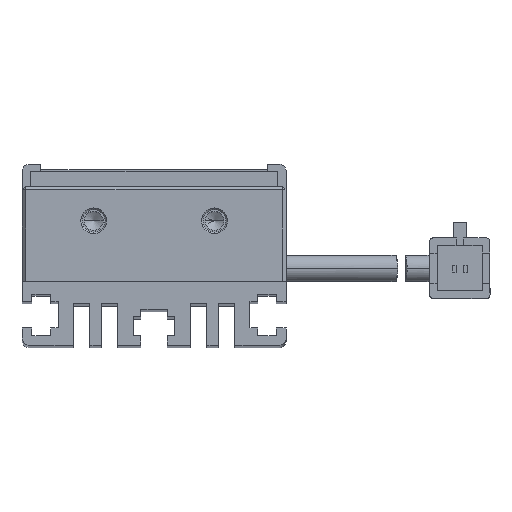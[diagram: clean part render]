
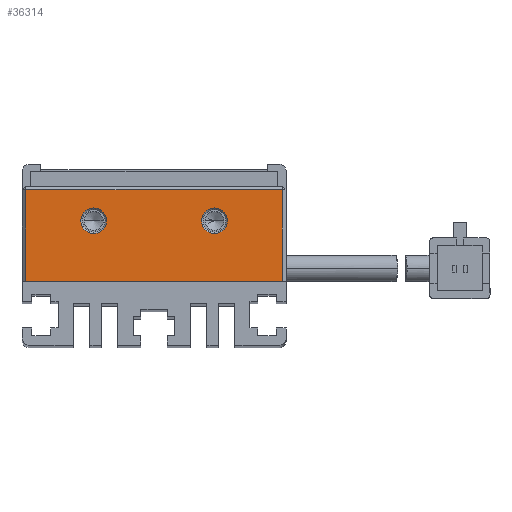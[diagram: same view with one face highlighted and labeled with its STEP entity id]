
A CAD part, top view. The second image highlights one B-rep face of the part: STEP entity #36314.
In plain terms, the highlighted planar face has unit normal (0, 0, 1).
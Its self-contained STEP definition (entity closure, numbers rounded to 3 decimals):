
#618 = CARTESIAN_POINT ( 'NONE',  ( 48.925, 27.491, -23. ) ) ;
#1971 = DIRECTION ( 'NONE',  ( 0., 1., 0. ) ) ;
#2421 = DIRECTION ( 'NONE',  ( 0., 0., 1. ) ) ;
#5438 = DIRECTION ( 'NONE',  ( 0., 0., -1. ) ) ;
#6616 = DIRECTION ( 'NONE',  ( 1., 0., 0. ) ) ;
#7196 = CIRCLE ( 'NONE', #22827, 1.7 ) ;
#7710 = CARTESIAN_POINT ( 'NONE',  ( 48.925, 27.491, -23. ) ) ;
#7839 = CIRCLE ( 'NONE', #69289, 1.7 ) ;
#7842 = CARTESIAN_POINT ( 'NONE',  ( 31.225, 27.491, -23. ) ) ;
#8120 = LINE ( 'NONE', #14800, #26226 ) ;
#8585 = CARTESIAN_POINT ( 'NONE',  ( 40.925, 25.791, -23. ) ) ;
#9017 = ORIENTED_EDGE ( 'NONE', *, *, #17645, .T. ) ;
#11616 = DIRECTION ( 'NONE',  ( 1., 0., 0. ) ) ;
#11680 = ORIENTED_EDGE ( 'NONE', *, *, #44924, .T. ) ;
#13601 = DIRECTION ( 'NONE',  ( 1., 0., 0. ) ) ;
#14800 = CARTESIAN_POINT ( 'NONE',  ( 57.925, 25.791, -23. ) ) ;
#16288 = EDGE_CURVE ( 'NONE', #49474, #32224, #7839, .T. ) ;
#17461 = CARTESIAN_POINT ( 'NONE',  ( 32.925, 27.491, -23. ) ) ;
#17616 = VERTEX_POINT ( 'NONE', #18502 ) ;
#17645 = EDGE_CURVE ( 'NONE', #17616, #34101, #34014, .T. ) ;
#18414 = EDGE_LOOP ( 'NONE', ( #49778, #19054, #32316, #27274 ) ) ;
#18502 = CARTESIAN_POINT ( 'NONE',  ( 47.225, 27.491, -23. ) ) ;
#19054 = ORIENTED_EDGE ( 'NONE', *, *, #65310, .T. ) ;
#21111 = DIRECTION ( 'NONE',  ( 1., 0., 0. ) ) ;
#22796 = CARTESIAN_POINT ( 'NONE',  ( 57.925, 19.491, -23. ) ) ;
#22827 = AXIS2_PLACEMENT_3D ( 'NONE', #7710, #68303, #13601 ) ;
#24798 = CARTESIAN_POINT ( 'NONE',  ( 40.925, 31.591, -23. ) ) ;
#24980 = CIRCLE ( 'NONE', #75439, 1.7 ) ;
#24997 = EDGE_CURVE ( 'NONE', #78621, #47376, #43521, .T. ) ;
#26226 = VECTOR ( 'NONE', #1971, 1000. ) ;
#27274 = ORIENTED_EDGE ( 'NONE', *, *, #48037, .T. ) ;
#27375 = VECTOR ( 'NONE', #72355, 1000. ) ;
#27439 = DIRECTION ( 'NONE',  ( 0., 0., -1. ) ) ;
#28464 = CARTESIAN_POINT ( 'NONE',  ( 23.925, 25.791, -23. ) ) ;
#28875 = CARTESIAN_POINT ( 'NONE',  ( 23.925, 19.491, -23. ) ) ;
#29276 = ORIENTED_EDGE ( 'NONE', *, *, #16288, .T. ) ;
#29856 = CARTESIAN_POINT ( 'NONE',  ( 50.625, 27.491, -23. ) ) ;
#30969 = DIRECTION ( 'NONE',  ( 0., 0., -1. ) ) ;
#31449 = FACE_BOUND ( 'NONE', #63160, .T. ) ;
#32224 = VERTEX_POINT ( 'NONE', #60347 ) ;
#32316 = ORIENTED_EDGE ( 'NONE', *, *, #70428, .T. ) ;
#33565 = EDGE_CURVE ( 'NONE', #32224, #49474, #24980, .T. ) ;
#34014 = CIRCLE ( 'NONE', #41959, 1.7 ) ;
#34075 = CARTESIAN_POINT ( 'NONE',  ( 32.925, 27.491, -23. ) ) ;
#34101 = VERTEX_POINT ( 'NONE', #29856 ) ;
#36314 = ADVANCED_FACE ( 'NONE', ( #43729, #31449, #69419 ), #75315, .T. ) ;
#36866 = VECTOR ( 'NONE', #77083, 1000. ) ;
#38941 = EDGE_LOOP ( 'NONE', ( #74723, #29276 ) ) ;
#41959 = AXIS2_PLACEMENT_3D ( 'NONE', #618, #30969, #48967 ) ;
#42859 = VERTEX_POINT ( 'NONE', #28875 ) ;
#43521 = LINE ( 'NONE', #24798, #27375 ) ;
#43729 = FACE_OUTER_BOUND ( 'NONE', #18414, .T. ) ;
#44924 = EDGE_CURVE ( 'NONE', #34101, #17616, #7196, .T. ) ;
#47376 = VERTEX_POINT ( 'NONE', #60149 ) ;
#48037 = EDGE_CURVE ( 'NONE', #70895, #78621, #8120, .T. ) ;
#48967 = DIRECTION ( 'NONE',  ( 1., 0., 0. ) ) ;
#49474 = VERTEX_POINT ( 'NONE', #7842 ) ;
#49778 = ORIENTED_EDGE ( 'NONE', *, *, #24997, .T. ) ;
#49865 = VECTOR ( 'NONE', #6616, 1000. ) ;
#52923 = LINE ( 'NONE', #28464, #36866 ) ;
#60149 = CARTESIAN_POINT ( 'NONE',  ( 23.925, 31.591, -23. ) ) ;
#60347 = CARTESIAN_POINT ( 'NONE',  ( 34.625, 27.491, -23. ) ) ;
#61297 = LINE ( 'NONE', #67754, #49865 ) ;
#63160 = EDGE_LOOP ( 'NONE', ( #11680, #9017 ) ) ;
#63505 = DIRECTION ( 'NONE',  ( 1., 0., 0. ) ) ;
#63837 = CARTESIAN_POINT ( 'NONE',  ( 57.925, 31.591, -23. ) ) ;
#65310 = EDGE_CURVE ( 'NONE', #47376, #42859, #52923, .T. ) ;
#66092 = AXIS2_PLACEMENT_3D ( 'NONE', #8585, #2421, #21111 ) ;
#67754 = CARTESIAN_POINT ( 'NONE',  ( 40.925, 19.491, -23. ) ) ;
#68303 = DIRECTION ( 'NONE',  ( 0., 0., -1. ) ) ;
#69289 = AXIS2_PLACEMENT_3D ( 'NONE', #34075, #27439, #63505 ) ;
#69419 = FACE_BOUND ( 'NONE', #38941, .T. ) ;
#70428 = EDGE_CURVE ( 'NONE', #42859, #70895, #61297, .T. ) ;
#70895 = VERTEX_POINT ( 'NONE', #22796 ) ;
#72355 = DIRECTION ( 'NONE',  ( -1., 0., 0. ) ) ;
#74723 = ORIENTED_EDGE ( 'NONE', *, *, #33565, .T. ) ;
#75315 = PLANE ( 'NONE',  #66092 ) ;
#75439 = AXIS2_PLACEMENT_3D ( 'NONE', #17461, #5438, #11616 ) ;
#77083 = DIRECTION ( 'NONE',  ( 0., -1., 0. ) ) ;
#78621 = VERTEX_POINT ( 'NONE', #63837 ) ;
